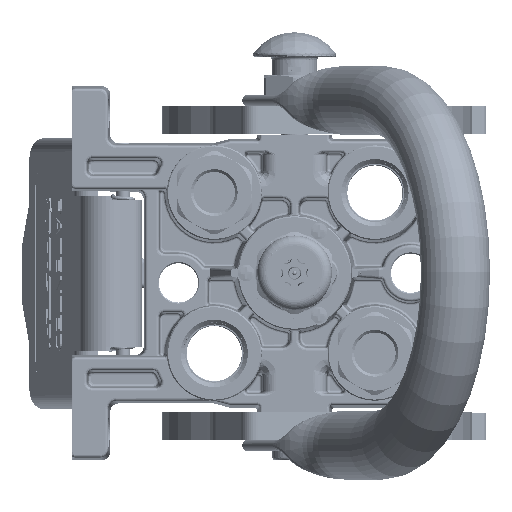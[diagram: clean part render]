
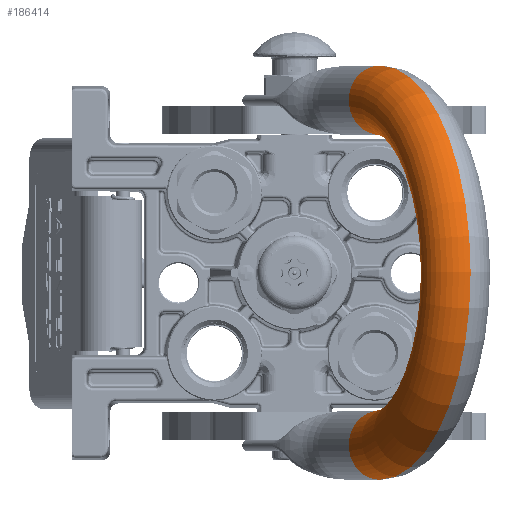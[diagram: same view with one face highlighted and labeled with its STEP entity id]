
A CAD part, top view. The second image highlights one B-rep face of the part: STEP entity #186414.
In plain terms, the highlighted toroidal (fillet/blend) face has major radius 62.25 mm and minor radius 12.5 mm.
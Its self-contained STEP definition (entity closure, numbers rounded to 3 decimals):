
#8953 = CARTESIAN_POINT ( 'NONE',  ( -49.75, 0., 25.25 ) ) ;
#9322 = ORIENTED_EDGE ( 'NONE', *, *, #105545, .F. ) ;
#28109 = CARTESIAN_POINT ( 'NONE',  ( -62.25, 0., 25.25 ) ) ;
#28522 = CARTESIAN_POINT ( 'NONE',  ( 0., 0., 25.25 ) ) ;
#43059 = CIRCLE ( 'NONE', #187733, 12.5 ) ;
#43932 = CIRCLE ( 'NONE', #150683, 49.75 ) ;
#45706 = CARTESIAN_POINT ( 'NONE',  ( 0., 0., 25.25 ) ) ;
#50507 = AXIS2_PLACEMENT_3D ( 'NONE', #144330, #61831, #62500 ) ;
#54123 = ORIENTED_EDGE ( 'NONE', *, *, #201807, .T. ) ;
#58567 = FACE_OUTER_BOUND ( 'NONE', #86533, .T. ) ;
#61831 = DIRECTION ( 'NONE',  ( 0., 1., 0. ) ) ;
#62500 = DIRECTION ( 'NONE',  ( 1., 0., 0. ) ) ;
#63876 = CARTESIAN_POINT ( 'NONE',  ( -74.75, 0., 25.25 ) ) ;
#65230 = DIRECTION ( 'NONE',  ( 1., 0., 0. ) ) ;
#76246 = DIRECTION ( 'NONE',  ( 0., 1., 0. ) ) ;
#78815 = CARTESIAN_POINT ( 'NONE',  ( 62.25, 0., 25.25 ) ) ;
#81938 = ORIENTED_EDGE ( 'NONE', *, *, #90673, .T. ) ;
#86533 = EDGE_LOOP ( 'NONE', ( #54123, #9322, #171231, #81938 ) ) ;
#90673 = EDGE_CURVE ( 'NONE', #174394, #176040, #43059, .T. ) ;
#93312 = AXIS2_PLACEMENT_3D ( 'NONE', #78815, #193460, #65230 ) ;
#93520 = DIRECTION ( 'NONE',  ( 0., 0., 1. ) ) ;
#105545 = EDGE_CURVE ( 'NONE', #186462, #168748, #140729, .T. ) ;
#114428 = TOROIDAL_SURFACE ( 'NONE', #50507, 62.25, 12.5 ) ;
#140540 = EDGE_CURVE ( 'NONE', #174394, #186462, #149529, .T. ) ;
#140729 = CIRCLE ( 'NONE', #93312, 12.5 ) ;
#144330 = CARTESIAN_POINT ( 'NONE',  ( 0., 0., 25.25 ) ) ;
#149529 = CIRCLE ( 'NONE', #210243, 74.75 ) ;
#150683 = AXIS2_PLACEMENT_3D ( 'NONE', #45706, #175324, #209589 ) ;
#168748 = VERTEX_POINT ( 'NONE', #183459 ) ;
#171231 = ORIENTED_EDGE ( 'NONE', *, *, #140540, .F. ) ;
#174394 = VERTEX_POINT ( 'NONE', #63876 ) ;
#175183 = DIRECTION ( 'NONE',  ( -1., 0., 0. ) ) ;
#175324 = DIRECTION ( 'NONE',  ( 0., 1., 0. ) ) ;
#176040 = VERTEX_POINT ( 'NONE', #8953 ) ;
#183459 = CARTESIAN_POINT ( 'NONE',  ( 49.75, 0., 25.25 ) ) ;
#186414 = ADVANCED_FACE ( 'NONE', ( #58567 ), #114428, .T. ) ;
#186462 = VERTEX_POINT ( 'NONE', #193536 ) ;
#187733 = AXIS2_PLACEMENT_3D ( 'NONE', #28109, #93520, #206933 ) ;
#193460 = DIRECTION ( 'NONE',  ( 0., 0., -1. ) ) ;
#193536 = CARTESIAN_POINT ( 'NONE',  ( 74.75, 0., 25.25 ) ) ;
#201807 = EDGE_CURVE ( 'NONE', #176040, #168748, #43932, .T. ) ;
#206933 = DIRECTION ( 'NONE',  ( -1., 0., 0. ) ) ;
#209589 = DIRECTION ( 'NONE',  ( -1., 0., 0. ) ) ;
#210243 = AXIS2_PLACEMENT_3D ( 'NONE', #28522, #76246, #175183 ) ;
